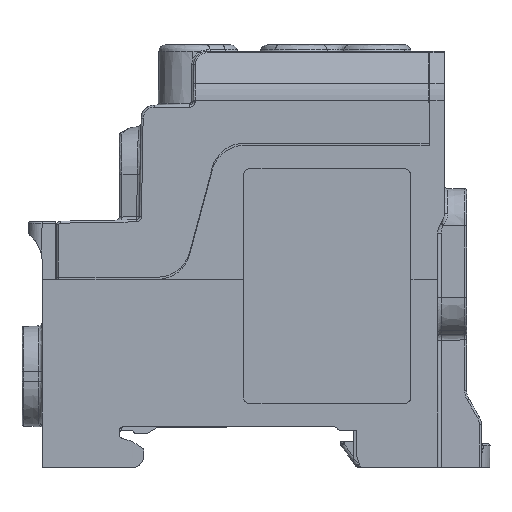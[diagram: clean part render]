
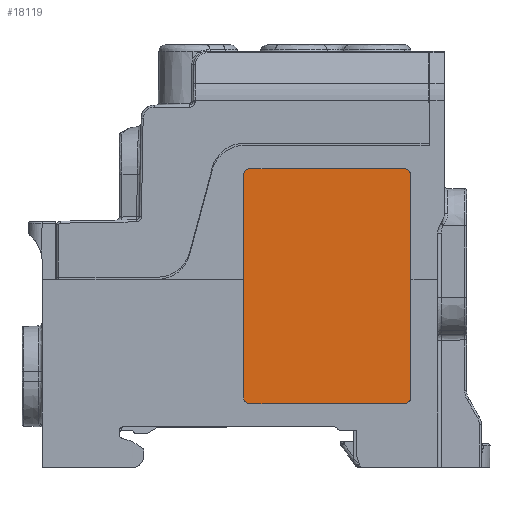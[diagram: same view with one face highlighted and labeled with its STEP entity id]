
A CAD part, left-side view. The second image highlights one B-rep face of the part: STEP entity #18119.
In plain terms, the highlighted planar face has unit normal (-1, 0, 0).
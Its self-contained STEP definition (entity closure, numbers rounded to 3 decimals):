
#17817=AXIS2_PLACEMENT_3D('Circle Axis2P3D',#17815,#17816,$) ;
#17890=AXIS2_PLACEMENT_3D('Circle Axis2P3D',#17888,#17889,$) ;
#18074=AXIS2_PLACEMENT_3D('Plane Axis2P3D',#18071,#18072,#18073) ;
#18078=AXIS2_PLACEMENT_3D('Circle Axis2P3D',#18076,#18077,$) ;
#18094=AXIS2_PLACEMENT_3D('Circle Axis2P3D',#18092,#18093,$) ;
#17812=CARTESIAN_POINT('Vertex',(0.2,35.795,9.5)) ;
#17815=CARTESIAN_POINT('Axis2P3D Location',(0.2,35.795,10.5)) ;
#17819=CARTESIAN_POINT('Vertex',(0.2,36.795,10.5)) ;
#17854=CARTESIAN_POINT('Vertex',(0.2,12.795,9.5)) ;
#17857=CARTESIAN_POINT('Line Origine',(0.2,24.295,9.5)) ;
#17883=CARTESIAN_POINT('Vertex',(0.2,11.795,10.5)) ;
#17888=CARTESIAN_POINT('Axis2P3D Location',(0.2,12.795,10.5)) ;
#18071=CARTESIAN_POINT('Axis2P3D Location',(0.2,10.795,8.)) ;
#18076=CARTESIAN_POINT('Axis2P3D Location',(0.2,12.795,43.5)) ;
#18080=CARTESIAN_POINT('Vertex',(0.2,11.795,43.5)) ;
#18082=CARTESIAN_POINT('Vertex',(0.2,12.795,44.5)) ;
#18085=CARTESIAN_POINT('Line Origine',(0.2,24.295,44.5)) ;
#18089=CARTESIAN_POINT('Vertex',(0.2,35.795,44.5)) ;
#18092=CARTESIAN_POINT('Axis2P3D Location',(0.2,35.795,43.5)) ;
#18096=CARTESIAN_POINT('Vertex',(0.2,36.795,43.5)) ;
#18099=CARTESIAN_POINT('Line Origine',(0.2,36.795,27.)) ;
#18104=CARTESIAN_POINT('Line Origine',(0.2,11.795,27.)) ;
#17816=DIRECTION('Axis2P3D Direction',(-1.,0.,0.)) ;
#17858=DIRECTION('Vector Direction',(0.,-1.,0.)) ;
#17889=DIRECTION('Axis2P3D Direction',(-1.,0.,0.)) ;
#18072=DIRECTION('Axis2P3D Direction',(-1.,0.,0.)) ;
#18073=DIRECTION('Axis2P3D XDirection',(0.,0.,1.)) ;
#18077=DIRECTION('Axis2P3D Direction',(-1.,0.,0.)) ;
#18086=DIRECTION('Vector Direction',(0.,1.,0.)) ;
#18093=DIRECTION('Axis2P3D Direction',(-1.,0.,0.)) ;
#18100=DIRECTION('Vector Direction',(0.,0.,1.)) ;
#18105=DIRECTION('Vector Direction',(0.,0.,-1.)) ;
#17859=VECTOR('Line Direction',#17858,1.) ;
#18087=VECTOR('Line Direction',#18086,1.) ;
#18101=VECTOR('Line Direction',#18100,1.) ;
#18106=VECTOR('Line Direction',#18105,1.) ;
#18110=ORIENTED_EDGE('',*,*,#18084,.T.) ;
#18111=ORIENTED_EDGE('',*,*,#18091,.T.) ;
#18112=ORIENTED_EDGE('',*,*,#18098,.T.) ;
#18113=ORIENTED_EDGE('',*,*,#18103,.F.) ;
#18114=ORIENTED_EDGE('',*,*,#17821,.T.) ;
#18115=ORIENTED_EDGE('',*,*,#17861,.T.) ;
#18116=ORIENTED_EDGE('',*,*,#17892,.T.) ;
#18117=ORIENTED_EDGE('',*,*,#18108,.F.) ;
#18119=ADVANCED_FACE('NONE',(#18118),#18075,.T.) ;
#17818=CIRCLE('generated circle',#17817,1.) ;
#17891=CIRCLE('generated circle',#17890,1.) ;
#18079=CIRCLE('generated circle',#18078,1.) ;
#18095=CIRCLE('generated circle',#18094,1.) ;
#17821=EDGE_CURVE('',#17820,#17813,#17818,.T.) ;
#17861=EDGE_CURVE('',#17813,#17855,#17860,.T.) ;
#17892=EDGE_CURVE('',#17855,#17884,#17891,.T.) ;
#18084=EDGE_CURVE('',#18081,#18083,#18079,.T.) ;
#18091=EDGE_CURVE('',#18083,#18090,#18088,.T.) ;
#18098=EDGE_CURVE('',#18090,#18097,#18095,.T.) ;
#18103=EDGE_CURVE('',#17820,#18097,#18102,.T.) ;
#18108=EDGE_CURVE('',#18081,#17884,#18107,.T.) ;
#18109=EDGE_LOOP('',(#18110,#18111,#18112,#18113,#18114,#18115,#18116,#18117)) ;
#18118=FACE_OUTER_BOUND('',#18109,.T.) ;
#17860=LINE('Line',#17857,#17859) ;
#18088=LINE('Line',#18085,#18087) ;
#18102=LINE('Line',#18099,#18101) ;
#18107=LINE('Line',#18104,#18106) ;
#18075=PLANE('',#18074) ;
#17813=VERTEX_POINT('',#17812) ;
#17820=VERTEX_POINT('',#17819) ;
#17855=VERTEX_POINT('',#17854) ;
#17884=VERTEX_POINT('',#17883) ;
#18081=VERTEX_POINT('',#18080) ;
#18083=VERTEX_POINT('',#18082) ;
#18090=VERTEX_POINT('',#18089) ;
#18097=VERTEX_POINT('',#18096) ;
